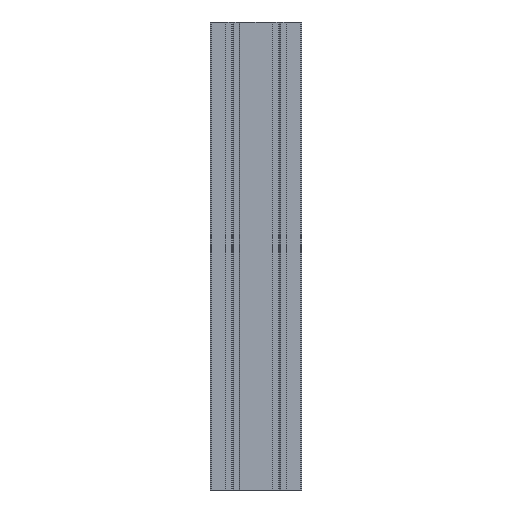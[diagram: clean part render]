
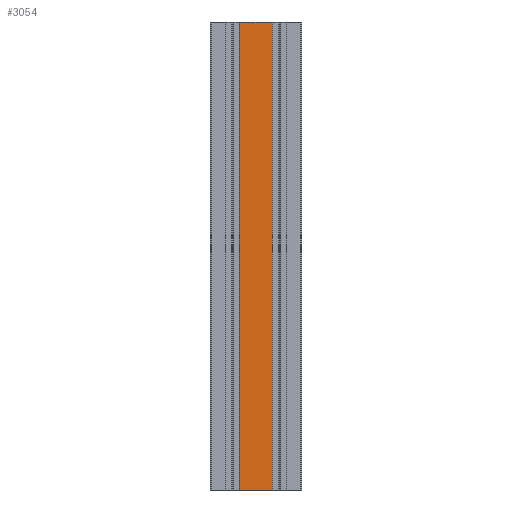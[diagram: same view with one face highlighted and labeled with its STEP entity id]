
A CAD part, left-side view. The second image highlights one B-rep face of the part: STEP entity #3054.
In plain terms, the highlighted planar face has unit normal (-1, 0, 0).
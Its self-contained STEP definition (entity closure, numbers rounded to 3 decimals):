
#44=ORIENTED_EDGE('',*,*,#956,.F.);
#45=ORIENTED_EDGE('',*,*,#957,.F.);
#46=ORIENTED_EDGE('',*,*,#958,.T.);
#47=ORIENTED_EDGE('',*,*,#959,.T.);
#956=EDGE_CURVE('',#1412,#1413,#1716,.T.);
#957=EDGE_CURVE('',#1414,#1412,#1717,.T.);
#958=EDGE_CURVE('',#1414,#1415,#1718,.T.);
#959=EDGE_CURVE('',#1415,#1413,#1719,.T.);
#1412=VERTEX_POINT('',#4176);
#1413=VERTEX_POINT('',#4177);
#1414=VERTEX_POINT('',#4179);
#1415=VERTEX_POINT('',#4181);
#1716=LINE('',#4175,#2156);
#1717=LINE('',#4178,#2157);
#1718=LINE('',#4180,#2158);
#1719=LINE('',#4182,#2159);
#2156=VECTOR('',#3395,1000.);
#2157=VECTOR('',#3396,1000.);
#2158=VECTOR('',#3397,1000.);
#2159=VECTOR('',#3398,1000.);
#2596=EDGE_LOOP('',(#44,#45,#46,#47));
#2752=FACE_BOUND('',#2596,.T.);
#2908=PLANE('',#3221);
#3054=ADVANCED_FACE('',(#2752),#2908,.T.);
#3221=AXIS2_PLACEMENT_3D('',#4174,#3393,#3394);
#3393=DIRECTION('',(-1.,0.,0.));
#3394=DIRECTION('',(0.,0.,1.));
#3395=DIRECTION('',(0.,-1.,0.));
#3396=DIRECTION('',(0.,0.,1.));
#3397=DIRECTION('',(0.,-1.,0.));
#3398=DIRECTION('',(0.,0.,1.));
#4174=CARTESIAN_POINT('',(-20.,7.,-200.));
#4175=CARTESIAN_POINT('',(-20.,7.,0.));
#4176=CARTESIAN_POINT('',(-20.,7.,0.));
#4177=CARTESIAN_POINT('',(-20.,-7.,0.));
#4178=CARTESIAN_POINT('',(-20.,7.,-200.));
#4179=CARTESIAN_POINT('',(-20.,7.,-200.));
#4180=CARTESIAN_POINT('',(-20.,7.,-200.));
#4181=CARTESIAN_POINT('',(-20.,-7.,-200.));
#4182=CARTESIAN_POINT('',(-20.,-7.,-200.));
